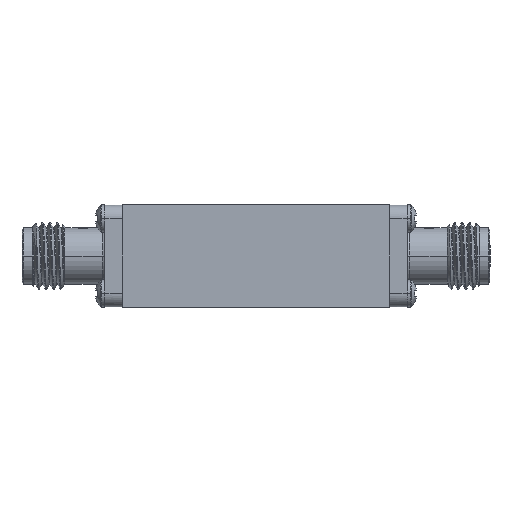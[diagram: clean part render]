
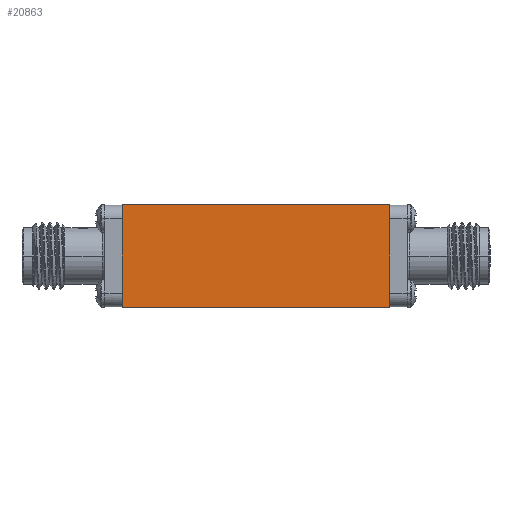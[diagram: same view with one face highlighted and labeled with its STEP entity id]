
A CAD part, front view. The second image highlights one B-rep face of the part: STEP entity #20863.
In plain terms, the highlighted planar face has unit normal (0, -1, 0).
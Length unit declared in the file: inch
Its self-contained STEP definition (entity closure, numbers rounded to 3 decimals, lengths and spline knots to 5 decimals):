
#4053 = ORIENTED_EDGE ( 'NONE', *, *, #10082, .T. ) ;
#7060 = DIRECTION ( 'NONE',  ( 1., 0., 0. ) ) ;
#8295 = PLANE ( 'NONE',  #28857 ) ;
#8402 = DIRECTION ( 'NONE',  ( 0., 0., -1. ) ) ;
#10082 = EDGE_CURVE ( 'NONE', #29899, #20661, #22646, .T. ) ;
#10359 = ORIENTED_EDGE ( 'NONE', *, *, #39353, .F. ) ;
#10866 = CARTESIAN_POINT ( 'NONE',  ( 0.5, -0.25, -0.19094 ) ) ;
#11519 = DIRECTION ( 'NONE',  ( 0., 1., 0. ) ) ;
#14165 = EDGE_CURVE ( 'NONE', #17611, #29899, #16955, .T. ) ;
#14468 = VECTOR ( 'NONE', #7060, 39.37008 ) ;
#16917 = EDGE_LOOP ( 'NONE', ( #4053, #31060, #10359, #18267 ) ) ;
#16955 = LINE ( 'NONE', #26396, #27544 ) ;
#17611 = VERTEX_POINT ( 'NONE', #27860 ) ;
#18267 = ORIENTED_EDGE ( 'NONE', *, *, #14165, .T. ) ;
#19149 = CARTESIAN_POINT ( 'NONE',  ( -0.5, -0.25, -0.19094 ) ) ;
#20629 = CARTESIAN_POINT ( 'NONE',  ( -0.5, -0.25, 0.19094 ) ) ;
#20661 = VERTEX_POINT ( 'NONE', #10866 ) ;
#20863 = ADVANCED_FACE ( 'NONE', ( #33033 ), #8295, .F. ) ;
#21488 = VECTOR ( 'NONE', #29995, 39.37008 ) ;
#22139 = CARTESIAN_POINT ( 'NONE',  ( 0.5, -0.25, 0.19094 ) ) ;
#22646 = LINE ( 'NONE', #19149, #14468 ) ;
#24425 = LINE ( 'NONE', #36178, #21488 ) ;
#26396 = CARTESIAN_POINT ( 'NONE',  ( -0.5, -0.25, 0.19094 ) ) ;
#26538 = LINE ( 'NONE', #26955, #27048 ) ;
#26955 = CARTESIAN_POINT ( 'NONE',  ( 0.5, -0.25, 0.19094 ) ) ;
#27048 = VECTOR ( 'NONE', #8402, 39.37008 ) ;
#27544 = VECTOR ( 'NONE', #32746, 39.37008 ) ;
#27860 = CARTESIAN_POINT ( 'NONE',  ( -0.5, -0.25, 0.19094 ) ) ;
#27984 = EDGE_CURVE ( 'NONE', #33506, #20661, #26538, .T. ) ;
#28857 = AXIS2_PLACEMENT_3D ( 'NONE', #20629, #11519, #29549 ) ;
#29549 = DIRECTION ( 'NONE',  ( 0., 0., 1. ) ) ;
#29899 = VERTEX_POINT ( 'NONE', #36021 ) ;
#29995 = DIRECTION ( 'NONE',  ( 1., 0., 0. ) ) ;
#31060 = ORIENTED_EDGE ( 'NONE', *, *, #27984, .F. ) ;
#32746 = DIRECTION ( 'NONE',  ( 0., 0., -1. ) ) ;
#33033 = FACE_OUTER_BOUND ( 'NONE', #16917, .T. ) ;
#33506 = VERTEX_POINT ( 'NONE', #22139 ) ;
#36021 = CARTESIAN_POINT ( 'NONE',  ( -0.5, -0.25, -0.19094 ) ) ;
#36178 = CARTESIAN_POINT ( 'NONE',  ( -0.5, -0.25, 0.19094 ) ) ;
#39353 = EDGE_CURVE ( 'NONE', #17611, #33506, #24425, .T. ) ;
